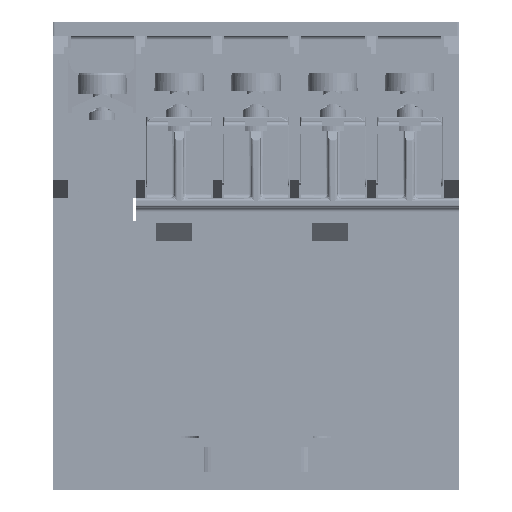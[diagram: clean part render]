
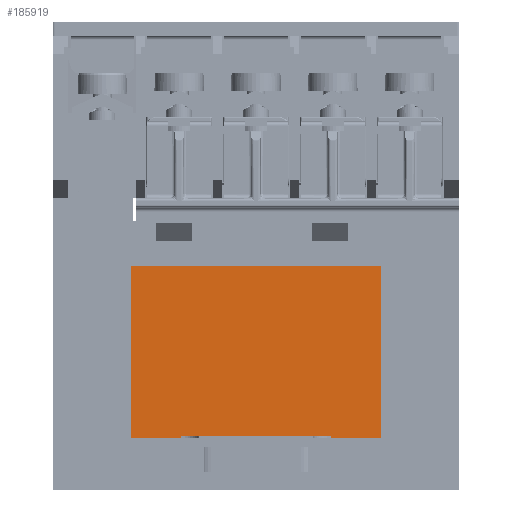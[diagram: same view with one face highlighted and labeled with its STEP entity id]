
A CAD part, front view. The second image highlights one B-rep face of the part: STEP entity #185919.
In plain terms, the highlighted face is planar.
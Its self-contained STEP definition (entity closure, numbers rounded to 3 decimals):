
#185822=CARTESIAN_POINT('',(-8.25,-22.175,-12.25));
#185823=VERTEX_POINT('',#185822);
#185839=CARTESIAN_POINT('',(-8.25,-22.175,-12.));
#185840=VERTEX_POINT('',#185839);
#185848=CARTESIAN_POINT('',(-8.25,-22.175,-12.));
#185849=DIRECTION('',(0.0,0.0,-1.0));
#185850=VECTOR('',#185849,0.25);
#185851=LINE('',#185848,#185850);
#185852=EDGE_CURVE('',#185840,#185823,#185851,.T.);
#185857=CARTESIAN_POINT('',(0.,-22.175,-3.75));
#185858=DIRECTION('',(0.0,1.0,0.0));
#185859=DIRECTION('',(0.0,0.0,1.0));
#185860=AXIS2_PLACEMENT_3D('',#185857,#185858,#185859);
#185861=PLANE('',#185860);
#185862=ORIENTED_EDGE('',*,*,#185852,.F.);
#185863=CARTESIAN_POINT('',(8.25,-22.175,-12.));
#185864=VERTEX_POINT('',#185863);
#185865=CARTESIAN_POINT('',(-8.25,-22.175,-12.));
#185866=DIRECTION('',(1.0,0.0,0.0));
#185867=VECTOR('',#185866,16.5);
#185868=LINE('',#185865,#185867);
#185869=EDGE_CURVE('',#185840,#185864,#185868,.T.);
#185870=ORIENTED_EDGE('',*,*,#185869,.T.);
#185871=CARTESIAN_POINT('',(8.25,-22.175,-12.25));
#185872=VERTEX_POINT('',#185871);
#185873=CARTESIAN_POINT('',(8.25,-22.175,-12.25));
#185874=DIRECTION('',(0.0,0.0,1.0));
#185875=VECTOR('',#185874,0.25);
#185876=LINE('',#185873,#185875);
#185877=EDGE_CURVE('',#185872,#185864,#185876,.T.);
#185878=ORIENTED_EDGE('',*,*,#185877,.F.);
#185879=CARTESIAN_POINT('',(13.875,-22.175,-12.25));
#185880=VERTEX_POINT('',#185879);
#185881=CARTESIAN_POINT('',(8.25,-22.175,-12.25));
#185882=DIRECTION('',(1.0,0.0,0.0));
#185883=VECTOR('',#185882,5.625);
#185884=LINE('',#185881,#185883);
#185885=EDGE_CURVE('',#185872,#185880,#185884,.T.);
#185886=ORIENTED_EDGE('',*,*,#185885,.T.);
#185887=CARTESIAN_POINT('',(13.875,-22.175,6.75));
#185888=VERTEX_POINT('',#185887);
#185889=CARTESIAN_POINT('',(13.875,-22.175,-12.25));
#185890=DIRECTION('',(0.0,0.0,1.0));
#185891=VECTOR('',#185890,19.0);
#185892=LINE('',#185889,#185891);
#185893=EDGE_CURVE('',#185880,#185888,#185892,.T.);
#185894=ORIENTED_EDGE('',*,*,#185893,.T.);
#185895=CARTESIAN_POINT('',(-13.875,-22.175,6.75));
#185896=VERTEX_POINT('',#185895);
#185897=CARTESIAN_POINT('',(-13.875,-22.175,6.75));
#185898=DIRECTION('',(1.0,0.0,0.0));
#185899=VECTOR('',#185898,27.75);
#185900=LINE('',#185897,#185899);
#185901=EDGE_CURVE('',#185896,#185888,#185900,.T.);
#185902=ORIENTED_EDGE('',*,*,#185901,.F.);
#185903=CARTESIAN_POINT('',(-13.875,-22.175,-12.25));
#185904=VERTEX_POINT('',#185903);
#185905=CARTESIAN_POINT('',(-13.875,-22.175,6.75));
#185906=DIRECTION('',(0.0,0.0,-1.0));
#185907=VECTOR('',#185906,19.);
#185908=LINE('',#185905,#185907);
#185909=EDGE_CURVE('',#185896,#185904,#185908,.T.);
#185910=ORIENTED_EDGE('',*,*,#185909,.T.);
#185911=CARTESIAN_POINT('',(-13.875,-22.175,-12.25));
#185912=DIRECTION('',(1.0,0.0,0.0));
#185913=VECTOR('',#185912,5.625);
#185914=LINE('',#185911,#185913);
#185915=EDGE_CURVE('',#185904,#185823,#185914,.T.);
#185916=ORIENTED_EDGE('',*,*,#185915,.T.);
#185917=EDGE_LOOP('',(#185862,#185870,#185878,#185886,#185894,#185902,#185910,#185916));
#185918=FACE_OUTER_BOUND('',#185917,.T.);
#185919=ADVANCED_FACE('',(#185918),#185861,.F.);
